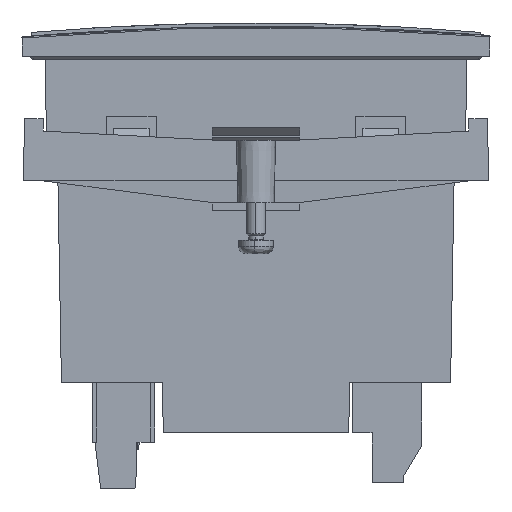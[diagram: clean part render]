
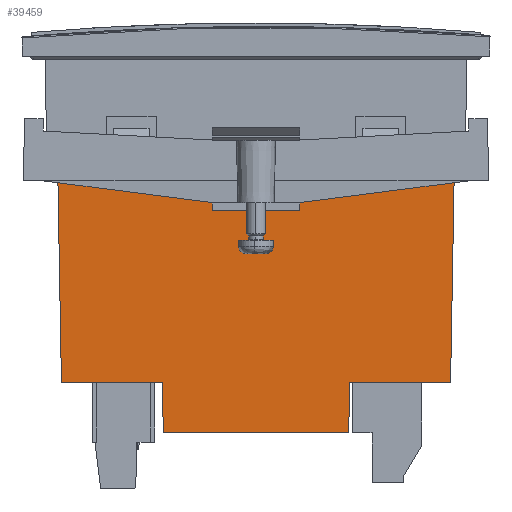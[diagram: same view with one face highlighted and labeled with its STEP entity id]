
A CAD part, left-side view. The second image highlights one B-rep face of the part: STEP entity #39459.
In plain terms, the highlighted planar face has unit normal (-1, 0, -0.018).
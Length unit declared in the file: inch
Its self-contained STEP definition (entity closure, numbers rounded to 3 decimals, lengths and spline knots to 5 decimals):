
#366 = ORIENTED_EDGE ( 'NONE', *, *, #7622, .F. ) ;
#1138 = DIRECTION ( 'NONE',  ( 0., -1., 0. ) ) ;
#1317 = CARTESIAN_POINT ( 'NONE',  ( -1.24962, 0., -0.88795 ) ) ;
#1356 = CARTESIAN_POINT ( 'NONE',  ( -1.25, -1.25, -0.86614 ) ) ;
#1573 = LINE ( 'NONE', #39898, #45706 ) ;
#1990 = VERTEX_POINT ( 'NONE', #27906 ) ;
#2077 = EDGE_CURVE ( 'NONE', #13432, #5394, #26012, .T. ) ;
#2420 = DIRECTION ( 'NONE',  ( 0.017, -0.017, -1. ) ) ;
#3031 = DIRECTION ( 'NONE',  ( -0.017, 0.035, 0.999 ) ) ;
#3151 = EDGE_CURVE ( 'NONE', #30107, #34841, #43114, .T. ) ;
#3620 = CARTESIAN_POINT ( 'NONE',  ( -1.2276, 0.59055, -2.14961 ) ) ;
#3650 = ORIENTED_EDGE ( 'NONE', *, *, #2077, .F. ) ;
#4236 = EDGE_CURVE ( 'NONE', #14108, #20082, #37638, .T. ) ;
#4808 = CARTESIAN_POINT ( 'NONE',  ( -1.2221, -0.58505, -2.46457 ) ) ;
#5277 = LINE ( 'NONE', #23130, #14364 ) ;
#5392 = CARTESIAN_POINT ( 'NONE',  ( -1.2276, 1.2276, -2.14961 ) ) ;
#5394 = VERTEX_POINT ( 'NONE', #20871 ) ;
#5505 = DIRECTION ( 'NONE',  ( -0.017, 0.035, 0.999 ) ) ;
#5592 = VECTOR ( 'NONE', #29727, 39.37008 ) ;
#5788 = LINE ( 'NONE', #44788, #43771 ) ;
#6466 = ORIENTED_EDGE ( 'NONE', *, *, #43346, .F. ) ;
#6480 = CARTESIAN_POINT ( 'NONE',  ( -1.25, -0.66379, -0.86614 ) ) ;
#6539 = ORIENTED_EDGE ( 'NONE', *, *, #37782, .T. ) ;
#6726 = VERTEX_POINT ( 'NONE', #26425 ) ;
#6961 = EDGE_LOOP ( 'NONE', ( #6539, #22488, #8802, #25493, #27345, #14925, #366, #42293, #31201, #11435, #22712, #31973, #14341, #6466, #3650, #30203, #42513, #39163 ) ) ;
#7346 = VERTEX_POINT ( 'NONE', #4808 ) ;
#7412 = EDGE_CURVE ( 'NONE', #32417, #20082, #44957, .T. ) ;
#7622 = EDGE_CURVE ( 'NONE', #29043, #29094, #8451, .T. ) ;
#7688 = CARTESIAN_POINT ( 'NONE',  ( -1.25275, 0.66929, -0.70866 ) ) ;
#8451 = LINE ( 'NONE', #22602, #13330 ) ;
#8579 = DIRECTION ( 'NONE',  ( 0., -1., 0. ) ) ;
#8802 = ORIENTED_EDGE ( 'NONE', *, *, #31384, .F. ) ;
#9602 = CARTESIAN_POINT ( 'NONE',  ( -1.2276, 0.59055, -2.14961 ) ) ;
#10275 = CARTESIAN_POINT ( 'NONE',  ( -1.2221, -0.58505, -2.46457 ) ) ;
#10355 = CARTESIAN_POINT ( 'NONE',  ( -1.2276, -0.59055, -2.14961 ) ) ;
#10417 = VERTEX_POINT ( 'NONE', #39783 ) ;
#10465 = AXIS2_PLACEMENT_3D ( 'NONE', #1317, #36370, #18700 ) ;
#11435 = ORIENTED_EDGE ( 'NONE', *, *, #21389, .T. ) ;
#11964 = VERTEX_POINT ( 'NONE', #35941 ) ;
#12424 = FACE_OUTER_BOUND ( 'NONE', #6961, .T. ) ;
#12587 = CARTESIAN_POINT ( 'NONE',  ( -1.25417, 0.90268, -0.62739 ) ) ;
#13330 = VECTOR ( 'NONE', #33293, 39.37008 ) ;
#13432 = VERTEX_POINT ( 'NONE', #3620 ) ;
#13698 = LINE ( 'NONE', #30889, #15725 ) ;
#13899 = VERTEX_POINT ( 'NONE', #7688 ) ;
#14108 = VERTEX_POINT ( 'NONE', #41756 ) ;
#14341 = ORIENTED_EDGE ( 'NONE', *, *, #4236, .F. ) ;
#14364 = VECTOR ( 'NONE', #5505, 39.37008 ) ;
#14925 = ORIENTED_EDGE ( 'NONE', *, *, #20886, .T. ) ;
#15004 = VECTOR ( 'NONE', #1138, 39.37008 ) ;
#15561 = CARTESIAN_POINT ( 'NONE',  ( -1.2276, 0., -2.14961 ) ) ;
#15725 = VECTOR ( 'NONE', #3031, 39.37008 ) ;
#16168 = LINE ( 'NONE', #26835, #32299 ) ;
#16625 = LINE ( 'NONE', #16863, #38112 ) ;
#16863 = CARTESIAN_POINT ( 'NONE',  ( -1.2221, 0., -2.46457 ) ) ;
#16961 = CARTESIAN_POINT ( 'NONE',  ( -1.25275, 0.90551, -0.70866 ) ) ;
#17174 = CARTESIAN_POINT ( 'NONE',  ( -1.25, -0.91111, -0.86614 ) ) ;
#17222 = VECTOR ( 'NONE', #2420, 39.37008 ) ;
#17302 = VECTOR ( 'NONE', #34626, 39.37008 ) ;
#17985 = CARTESIAN_POINT ( 'NONE',  ( -1.25, -0.91111, -0.86614 ) ) ;
#18700 = DIRECTION ( 'NONE',  ( 0.017, 0., -1. ) ) ;
#18738 = DIRECTION ( 'NONE',  ( 0., 1., 0. ) ) ;
#18836 = DIRECTION ( 'NONE',  ( 0., -1., 0. ) ) ;
#19538 = DIRECTION ( 'NONE',  ( -0.017, 0.017, 1. ) ) ;
#20082 = VERTEX_POINT ( 'NONE', #21050 ) ;
#20491 = CARTESIAN_POINT ( 'NONE',  ( -1.25275, 0.90551, -0.70866 ) ) ;
#20871 = CARTESIAN_POINT ( 'NONE',  ( -1.2276, 1.2276, -2.14961 ) ) ;
#20886 = EDGE_CURVE ( 'NONE', #6726, #29094, #39778, .T. ) ;
#21050 = CARTESIAN_POINT ( 'NONE',  ( -1.25, 0.91111, -0.86614 ) ) ;
#21389 = EDGE_CURVE ( 'NONE', #13899, #37083, #16168, .T. ) ;
#21885 = CARTESIAN_POINT ( 'NONE',  ( -1.25275, 0., -0.70866 ) ) ;
#22483 = EDGE_CURVE ( 'NONE', #7346, #31682, #31864, .T. ) ;
#22488 = ORIENTED_EDGE ( 'NONE', *, *, #3151, .T. ) ;
#22499 = CARTESIAN_POINT ( 'NONE',  ( -1.25, -1.25, -0.86614 ) ) ;
#22602 = CARTESIAN_POINT ( 'NONE',  ( -1.25, -0.66379, -0.86614 ) ) ;
#22712 = ORIENTED_EDGE ( 'NONE', *, *, #29139, .T. ) ;
#23071 = EDGE_CURVE ( 'NONE', #1990, #29043, #5788, .T. ) ;
#23130 = CARTESIAN_POINT ( 'NONE',  ( -1.25275, -0.90551, -0.70866 ) ) ;
#24890 = DIRECTION ( 'NONE',  ( -0.017, -0.017, 1. ) ) ;
#24952 = VECTOR ( 'NONE', #42890, 39.37008 ) ;
#25493 = ORIENTED_EDGE ( 'NONE', *, *, #34648, .T. ) ;
#26012 = LINE ( 'NONE', #15561, #5592 ) ;
#26301 = VECTOR ( 'NONE', #19538, 39.37008 ) ;
#26425 = CARTESIAN_POINT ( 'NONE',  ( -1.25275, -0.90551, -0.70866 ) ) ;
#26835 = CARTESIAN_POINT ( 'NONE',  ( -1.25275, 0., -0.70866 ) ) ;
#26935 = CARTESIAN_POINT ( 'NONE',  ( -1.25, -1.25, -0.86614 ) ) ;
#27345 = ORIENTED_EDGE ( 'NONE', *, *, #42514, .F. ) ;
#27906 = CARTESIAN_POINT ( 'NONE',  ( -1.25, 0.66379, -0.86614 ) ) ;
#28148 = VECTOR ( 'NONE', #40762, 39.37008 ) ;
#29043 = VERTEX_POINT ( 'NONE', #6480 ) ;
#29094 = VERTEX_POINT ( 'NONE', #41753 ) ;
#29139 = EDGE_CURVE ( 'NONE', #37083, #32417, #41622, .T. ) ;
#29727 = DIRECTION ( 'NONE',  ( 0., 1., 0. ) ) ;
#30107 = VERTEX_POINT ( 'NONE', #42206 ) ;
#30203 = ORIENTED_EDGE ( 'NONE', *, *, #41790, .T. ) ;
#30311 = CARTESIAN_POINT ( 'NONE',  ( -1.25417, 0.90269, -0.62739 ) ) ;
#30889 = CARTESIAN_POINT ( 'NONE',  ( -1.25, 0.66379, -0.86614 ) ) ;
#31201 = ORIENTED_EDGE ( 'NONE', *, *, #33463, .T. ) ;
#31242 = DIRECTION ( 'NONE',  ( 0., -1., 0. ) ) ;
#31384 = EDGE_CURVE ( 'NONE', #41616, #34841, #39904, .T. ) ;
#31682 = VERTEX_POINT ( 'NONE', #10355 ) ;
#31826 = LINE ( 'NONE', #9602, #17222 ) ;
#31864 = LINE ( 'NONE', #10275, #33810 ) ;
#31973 = ORIENTED_EDGE ( 'NONE', *, *, #7412, .T. ) ;
#32299 = VECTOR ( 'NONE', #18738, 39.37008 ) ;
#32417 = VERTEX_POINT ( 'NONE', #12587 ) ;
#33113 = PLANE ( 'NONE',  #10465 ) ;
#33293 = DIRECTION ( 'NONE',  ( -0.017, -0.035, 0.999 ) ) ;
#33463 = EDGE_CURVE ( 'NONE', #1990, #13899, #13698, .T. ) ;
#33810 = VECTOR ( 'NONE', #24890, 39.37008 ) ;
#34626 = DIRECTION ( 'NONE',  ( -0.017, 0.035, 0.999 ) ) ;
#34648 = EDGE_CURVE ( 'NONE', #41616, #10417, #41572, .T. ) ;
#34841 = VERTEX_POINT ( 'NONE', #22499 ) ;
#34864 = VECTOR ( 'NONE', #37701, 39.37008 ) ;
#35941 = CARTESIAN_POINT ( 'NONE',  ( -1.2221, 0.58505, -2.46457 ) ) ;
#36370 = DIRECTION ( 'NONE',  ( -1., 0., -0.017 ) ) ;
#37083 = VERTEX_POINT ( 'NONE', #16961 ) ;
#37203 = LINE ( 'NONE', #5392, #26301 ) ;
#37638 = LINE ( 'NONE', #26935, #45688 ) ;
#37701 = DIRECTION ( 'NONE',  ( -0.017, -0.035, 0.999 ) ) ;
#37782 = EDGE_CURVE ( 'NONE', #31682, #30107, #1573, .T. ) ;
#38112 = VECTOR ( 'NONE', #31242, 39.37008 ) ;
#38927 = VECTOR ( 'NONE', #40214, 39.37008 ) ;
#39163 = ORIENTED_EDGE ( 'NONE', *, *, #22483, .T. ) ;
#39459 = ADVANCED_FACE ( 'NONE', ( #12424 ), #33113, .T. ) ;
#39778 = LINE ( 'NONE', #21885, #38927 ) ;
#39783 = CARTESIAN_POINT ( 'NONE',  ( -1.25417, -0.90268, -0.62739 ) ) ;
#39898 = CARTESIAN_POINT ( 'NONE',  ( -1.2276, 0., -2.14961 ) ) ;
#39904 = LINE ( 'NONE', #1356, #15004 ) ;
#40085 = CARTESIAN_POINT ( 'NONE',  ( -1.2276, -1.2276, -2.14961 ) ) ;
#40214 = DIRECTION ( 'NONE',  ( 0., 1., 0. ) ) ;
#40762 = DIRECTION ( 'NONE',  ( 0.017, 0.035, -0.999 ) ) ;
#41572 = LINE ( 'NONE', #17174, #17302 ) ;
#41616 = VERTEX_POINT ( 'NONE', #17985 ) ;
#41622 = LINE ( 'NONE', #20491, #34864 ) ;
#41753 = CARTESIAN_POINT ( 'NONE',  ( -1.25275, -0.66929, -0.70866 ) ) ;
#41756 = CARTESIAN_POINT ( 'NONE',  ( -1.25, 1.25, -0.86614 ) ) ;
#41790 = EDGE_CURVE ( 'NONE', #13432, #11964, #31826, .T. ) ;
#42206 = CARTESIAN_POINT ( 'NONE',  ( -1.2276, -1.2276, -2.14961 ) ) ;
#42293 = ORIENTED_EDGE ( 'NONE', *, *, #23071, .F. ) ;
#42513 = ORIENTED_EDGE ( 'NONE', *, *, #42702, .T. ) ;
#42514 = EDGE_CURVE ( 'NONE', #6726, #10417, #5277, .T. ) ;
#42702 = EDGE_CURVE ( 'NONE', #11964, #7346, #16625, .T. ) ;
#42890 = DIRECTION ( 'NONE',  ( -0.017, -0.017, 1. ) ) ;
#43114 = LINE ( 'NONE', #40085, #24952 ) ;
#43346 = EDGE_CURVE ( 'NONE', #5394, #14108, #37203, .T. ) ;
#43383 = DIRECTION ( 'NONE',  ( 0., -1., 0. ) ) ;
#43771 = VECTOR ( 'NONE', #8579, 39.37008 ) ;
#44788 = CARTESIAN_POINT ( 'NONE',  ( -1.25, -1.25, -0.86614 ) ) ;
#44957 = LINE ( 'NONE', #30311, #28148 ) ;
#45688 = VECTOR ( 'NONE', #18836, 39.37008 ) ;
#45706 = VECTOR ( 'NONE', #43383, 39.37008 ) ;
